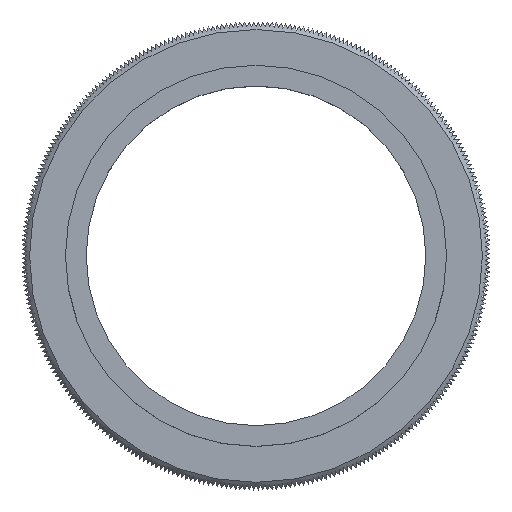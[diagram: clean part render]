
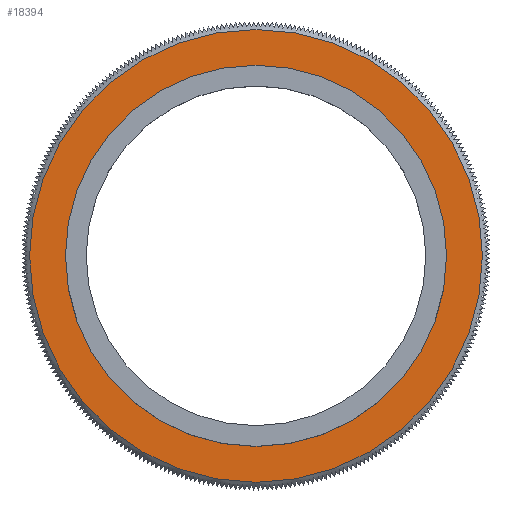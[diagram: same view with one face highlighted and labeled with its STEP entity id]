
A CAD part, top view. The second image highlights one B-rep face of the part: STEP entity #18394.
In plain terms, the highlighted planar face has unit normal (0, 0, 1).
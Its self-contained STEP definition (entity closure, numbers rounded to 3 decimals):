
#3855=PLANE('',#20017);
#4190=FACE_BOUND('',#6143,.T.);
#4191=FACE_BOUND('',#6144,.T.);
#6143=EDGE_LOOP('',(#17408));
#6144=EDGE_LOOP('',(#17409));
#6806=CIRCLE('',#20015,15.);
#6807=CIRCLE('',#20018,12.375);
#8739=VERTEX_POINT('',#32584);
#8740=VERTEX_POINT('',#32588);
#11632=EDGE_CURVE('',#8739,#8739,#6806,.T.);
#11633=EDGE_CURVE('',#8740,#8740,#6807,.T.);
#17408=ORIENTED_EDGE('',*,*,#11633,.T.);
#17409=ORIENTED_EDGE('',*,*,#11632,.F.);
#18394=ADVANCED_FACE('',(#4190,#4191),#3855,.T.);
#20015=AXIS2_PLACEMENT_3D('',#32585,#24213,#24214);
#20017=AXIS2_PLACEMENT_3D('',#32587,#24217,#24218);
#20018=AXIS2_PLACEMENT_3D('',#32589,#24219,#24220);
#24213=DIRECTION('center_axis',(0.,0.,-1.));
#24214=DIRECTION('ref_axis',(-1.,0.,0.));
#24217=DIRECTION('center_axis',(0.,0.,1.));
#24218=DIRECTION('ref_axis',(1.,0.,0.));
#24219=DIRECTION('center_axis',(0.,0.,-1.));
#24220=DIRECTION('ref_axis',(1.,0.,0.));
#32584=CARTESIAN_POINT('',(15.,0.,5.));
#32585=CARTESIAN_POINT('Origin',(0.,0.,5.));
#32587=CARTESIAN_POINT('Origin',(0.,0.,5.));
#32588=CARTESIAN_POINT('',(0.,12.375,5.));
#32589=CARTESIAN_POINT('Origin',(0.,0.,5.));
